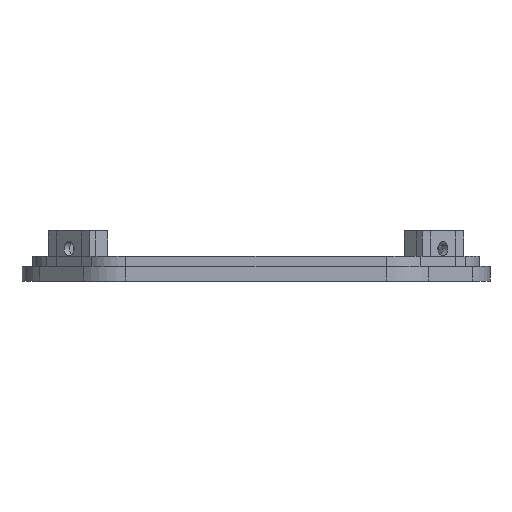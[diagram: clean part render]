
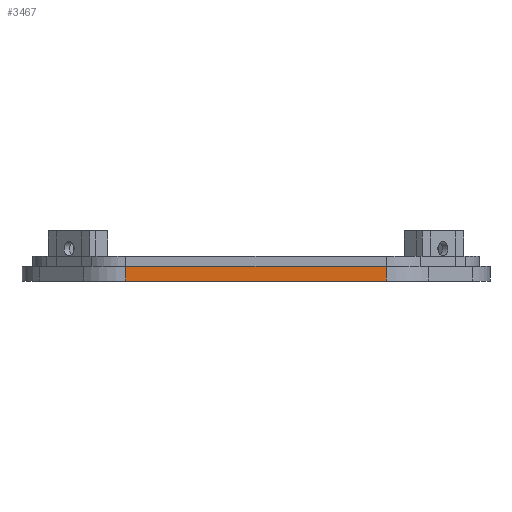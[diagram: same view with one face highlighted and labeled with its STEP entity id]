
A CAD part, front view. The second image highlights one B-rep face of the part: STEP entity #3467.
In plain terms, the highlighted planar face has unit normal (0, -1, 0).
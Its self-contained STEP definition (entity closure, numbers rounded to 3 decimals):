
#136=PLANE('',#3732);
#298=FACE_OUTER_BOUND('',#513,.T.);
#513=EDGE_LOOP('',(#2696,#2697,#2698,#2699));
#672=LINE('',#4947,#1062);
#726=LINE('',#5147,#1116);
#757=LINE('',#5224,#1147);
#758=LINE('',#5226,#1148);
#1062=VECTOR('',#3946,10.);
#1116=VECTOR('',#4160,10.);
#1147=VECTOR('',#4247,10.);
#1148=VECTOR('',#4250,10.);
#1575=VERTEX_POINT('',#4944);
#1576=VERTEX_POINT('',#4946);
#1641=VERTEX_POINT('',#5144);
#1642=VERTEX_POINT('',#5146);
#1901=EDGE_CURVE('',#1575,#1576,#672,.T.);
#2001=EDGE_CURVE('',#1642,#1641,#726,.T.);
#2040=EDGE_CURVE('',#1641,#1576,#757,.T.);
#2041=EDGE_CURVE('',#1642,#1575,#758,.T.);
#2696=ORIENTED_EDGE('',*,*,#2001,.T.);
#2697=ORIENTED_EDGE('',*,*,#2040,.T.);
#2698=ORIENTED_EDGE('',*,*,#1901,.F.);
#2699=ORIENTED_EDGE('',*,*,#2041,.F.);
#3467=ADVANCED_FACE('',(#298),#136,.T.);
#3732=AXIS2_PLACEMENT_3D('',#5225,#4248,#4249);
#3946=DIRECTION('',(1.,0.,0.));
#4160=DIRECTION('',(1.,0.,0.));
#4247=DIRECTION('',(0.,0.,1.));
#4248=DIRECTION('center_axis',(0.,-1.,0.));
#4249=DIRECTION('ref_axis',(1.,0.,0.));
#4250=DIRECTION('',(0.,0.,1.));
#4944=CARTESIAN_POINT('',(7.929,-25.,32.1));
#4946=CARTESIAN_POINT('',(52.071,-25.,32.1));
#4947=CARTESIAN_POINT('',(7.929,-25.,32.1));
#5144=CARTESIAN_POINT('',(52.071,-25.,29.6));
#5146=CARTESIAN_POINT('',(7.929,-25.,29.6));
#5147=CARTESIAN_POINT('',(7.929,-25.,29.6));
#5224=CARTESIAN_POINT('',(52.071,-25.,29.6));
#5225=CARTESIAN_POINT('Origin',(7.929,-25.,29.6));
#5226=CARTESIAN_POINT('',(7.929,-25.,29.6));
